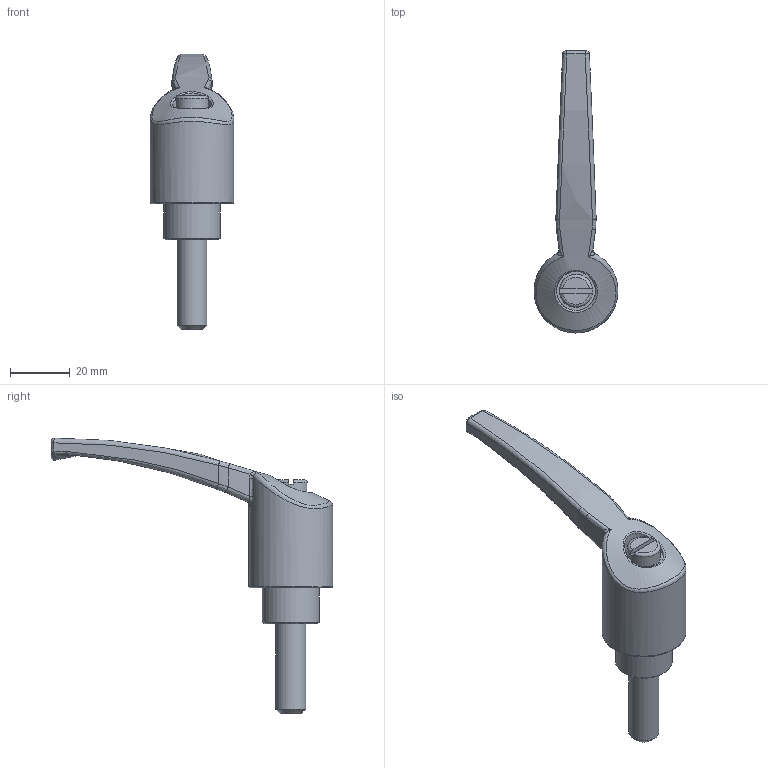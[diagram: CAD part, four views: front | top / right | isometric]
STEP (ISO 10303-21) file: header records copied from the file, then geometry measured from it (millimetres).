
FILE_DESCRIPTION( ( 'Unknown' ), '1' );
FILE_NAME( '7746310_GA80_P_M10x30.stp', 'Unknown', ( 'Unknown' ), ( 'Unknown' ), 'PSStep 14.0', 'Unknown', ' ' );
FILE_SCHEMA( ( 'AUTOMOTIVE_DESIGN { 1 0 10303 214 1 1 1 1 }' ) );
Length unit declared in the file: millimetre
Products named in the file (1): 1
Bounding box: 28 x 94 x 91.93 mm (x, y, z)
Volume: 31592.9 mm3; surface area: 8630 mm2
Topology: 1 solids, 2 shells, 68 faces, 151 edges, 87 vertices
Faces by surface type: bspline 45, plane 12, cylinder 6, torus 3, cone 2
Full cylindrical faces by diameter (mm): 8 x1, 10 x1, 11 x1, 13 x1, 19 x1, 28 x1
Entity records: 9907 total; most frequent: CARTESIAN_POINT 8289, ORIENTED_EDGE 264, EDGE_CURVE 132, DIRECTION 120, B_SPLINE_CURVE_WITH_KNOTS 86, EDGE_LOOP 82, VERTEX_POINT 82, FACE_OUTER_BOUND 76
